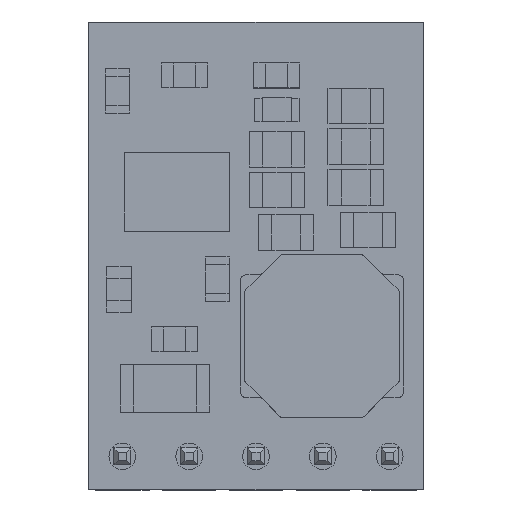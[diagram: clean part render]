
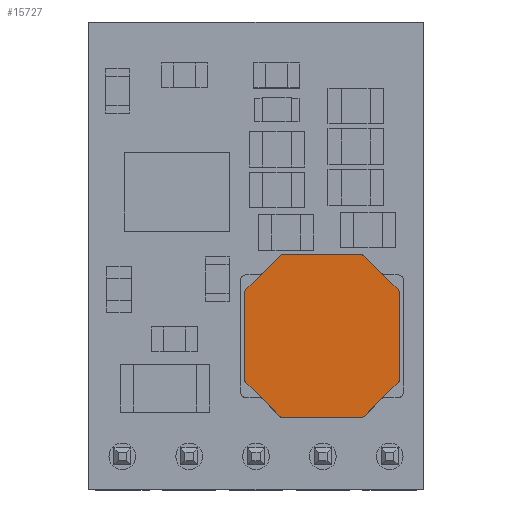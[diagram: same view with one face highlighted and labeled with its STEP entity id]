
A CAD part, top view. The second image highlights one B-rep face of the part: STEP entity #15727.
In plain terms, the highlighted planar face has unit normal (0, 0, 1).
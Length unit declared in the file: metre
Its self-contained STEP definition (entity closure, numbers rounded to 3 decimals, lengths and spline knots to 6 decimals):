
#237=CIRCLE('',#18882,0.0002);
#238=CIRCLE('',#18883,0.0002);
#239=CIRCLE('',#18884,0.0002);
#240=CIRCLE('',#18885,0.0002);
#241=CIRCLE('',#18886,0.0002);
#242=CIRCLE('',#18887,0.0002);
#243=CIRCLE('',#18888,0.0002);
#244=CIRCLE('',#18889,0.0002);
#4221=ORIENTED_EDGE('',*,*,#7032,.T.);
#4222=ORIENTED_EDGE('',*,*,#7033,.T.);
#4223=ORIENTED_EDGE('',*,*,#7034,.T.);
#4224=ORIENTED_EDGE('',*,*,#7035,.T.);
#4225=ORIENTED_EDGE('',*,*,#7036,.T.);
#4226=ORIENTED_EDGE('',*,*,#7037,.T.);
#4227=ORIENTED_EDGE('',*,*,#7038,.T.);
#4228=ORIENTED_EDGE('',*,*,#7039,.T.);
#4229=ORIENTED_EDGE('',*,*,#7040,.T.);
#4230=ORIENTED_EDGE('',*,*,#7041,.T.);
#4231=ORIENTED_EDGE('',*,*,#7042,.T.);
#4232=ORIENTED_EDGE('',*,*,#7043,.T.);
#4233=ORIENTED_EDGE('',*,*,#7044,.T.);
#4234=ORIENTED_EDGE('',*,*,#7045,.T.);
#4235=ORIENTED_EDGE('',*,*,#7046,.T.);
#4236=ORIENTED_EDGE('',*,*,#7047,.T.);
#7032=EDGE_CURVE('',#8624,#8625,#237,.T.);
#7033=EDGE_CURVE('',#8625,#8626,#10347,.T.);
#7034=EDGE_CURVE('',#8626,#8627,#238,.T.);
#7035=EDGE_CURVE('',#8627,#8628,#10348,.T.);
#7036=EDGE_CURVE('',#8628,#8629,#239,.T.);
#7037=EDGE_CURVE('',#8629,#8630,#10349,.T.);
#7038=EDGE_CURVE('',#8630,#8631,#240,.T.);
#7039=EDGE_CURVE('',#8631,#8632,#10350,.T.);
#7040=EDGE_CURVE('',#8632,#8633,#241,.T.);
#7041=EDGE_CURVE('',#8633,#8634,#10351,.T.);
#7042=EDGE_CURVE('',#8634,#8635,#242,.T.);
#7043=EDGE_CURVE('',#8635,#8636,#10352,.T.);
#7044=EDGE_CURVE('',#8636,#8637,#243,.T.);
#7045=EDGE_CURVE('',#8637,#8638,#10353,.T.);
#7046=EDGE_CURVE('',#8638,#8639,#244,.T.);
#7047=EDGE_CURVE('',#8639,#8624,#10354,.T.);
#8624=VERTEX_POINT('',#30930);
#8625=VERTEX_POINT('',#30931);
#8626=VERTEX_POINT('',#30933);
#8627=VERTEX_POINT('',#30935);
#8628=VERTEX_POINT('',#30937);
#8629=VERTEX_POINT('',#30939);
#8630=VERTEX_POINT('',#30941);
#8631=VERTEX_POINT('',#30943);
#8632=VERTEX_POINT('',#30945);
#8633=VERTEX_POINT('',#30947);
#8634=VERTEX_POINT('',#30949);
#8635=VERTEX_POINT('',#30951);
#8636=VERTEX_POINT('',#30953);
#8637=VERTEX_POINT('',#30955);
#8638=VERTEX_POINT('',#30957);
#8639=VERTEX_POINT('',#30959);
#10347=LINE('',#30932,#12170);
#10348=LINE('',#30936,#12171);
#10349=LINE('',#30940,#12172);
#10350=LINE('',#30944,#12173);
#10351=LINE('',#30948,#12174);
#10352=LINE('',#30952,#12175);
#10353=LINE('',#30956,#12176);
#10354=LINE('',#30960,#12177);
#12170=VECTOR('',#21700,1.);
#12171=VECTOR('',#21703,1.);
#12172=VECTOR('',#21706,1.);
#12173=VECTOR('',#21709,1.);
#12174=VECTOR('',#21712,1.);
#12175=VECTOR('',#21715,1.);
#12176=VECTOR('',#21718,1.);
#12177=VECTOR('',#21721,1.);
#13308=EDGE_LOOP('',(#4221,#4222,#4223,#4224,#4225,#4226,#4227,#4228,#4229,
#4230,#4231,#4232,#4233,#4234,#4235,#4236));
#14219=FACE_BOUND('',#13308,.T.);
#14937=PLANE('',#18881);
#15727=ADVANCED_FACE('',(#14219),#14937,.T.);
#18881=AXIS2_PLACEMENT_3D('',#30928,#21696,#21697);
#18882=AXIS2_PLACEMENT_3D('',#30929,#21698,#21699);
#18883=AXIS2_PLACEMENT_3D('',#30934,#21701,#21702);
#18884=AXIS2_PLACEMENT_3D('',#30938,#21704,#21705);
#18885=AXIS2_PLACEMENT_3D('',#30942,#21707,#21708);
#18886=AXIS2_PLACEMENT_3D('',#30946,#21710,#21711);
#18887=AXIS2_PLACEMENT_3D('',#30950,#21713,#21714);
#18888=AXIS2_PLACEMENT_3D('',#30954,#21716,#21717);
#18889=AXIS2_PLACEMENT_3D('',#30958,#21719,#21720);
#21696=DIRECTION('',(0.,0.,1.));
#21697=DIRECTION('',(0.,1.,0.));
#21698=DIRECTION('',(0.,0.,1.));
#21699=DIRECTION('',(0.,1.,0.));
#21700=DIRECTION('',(-0.707,0.707,0.));
#21701=DIRECTION('',(0.,0.,1.));
#21702=DIRECTION('',(1.,0.,0.));
#21703=DIRECTION('',(-1.,0.,0.));
#21704=DIRECTION('',(0.,0.,1.));
#21705=DIRECTION('',(1.,0.,0.));
#21706=DIRECTION('',(-0.707,-0.707,0.));
#21707=DIRECTION('',(0.,0.,1.));
#21708=DIRECTION('',(0.,1.,0.));
#21709=DIRECTION('',(0.,-1.,0.));
#21710=DIRECTION('',(0.,0.,1.));
#21711=DIRECTION('',(0.,1.,0.));
#21712=DIRECTION('',(0.707,-0.707,0.));
#21713=DIRECTION('',(0.,0.,1.));
#21714=DIRECTION('',(1.,0.,0.));
#21715=DIRECTION('',(1.,0.,0.));
#21716=DIRECTION('',(0.,0.,1.));
#21717=DIRECTION('',(1.,0.,0.));
#21718=DIRECTION('',(0.707,0.707,0.));
#21719=DIRECTION('',(0.,0.,1.));
#21720=DIRECTION('',(0.,-1.,0.));
#21721=DIRECTION('',(0.,1.,0.));
#30928=CARTESIAN_POINT('',(0.011608,0.007457,0.003816));
#30929=CARTESIAN_POINT('',(0.011608,0.007457,0.003816));
#30930=CARTESIAN_POINT('',(0.011808,0.007457,0.003816));
#30931=CARTESIAN_POINT('',(0.011749,0.007599,0.003816));
#30932=CARTESIAN_POINT('',(0.011749,0.007599,0.003816));
#30933=CARTESIAN_POINT('',(0.010467,0.008881,0.003816));
#30934=CARTESIAN_POINT('',(0.010325,0.00874,0.003816));
#30935=CARTESIAN_POINT('',(0.010325,0.00894,0.003816));
#30936=CARTESIAN_POINT('',(0.011608,0.00894,0.003816));
#30937=CARTESIAN_POINT('',(0.007391,0.00894,0.003816));
#30938=CARTESIAN_POINT('',(0.007391,0.00874,0.003816));
#30939=CARTESIAN_POINT('',(0.007249,0.008881,0.003816));
#30940=CARTESIAN_POINT('',(0.008717,0.010349,0.003816));
#30941=CARTESIAN_POINT('',(0.005967,0.007599,0.003816));
#30942=CARTESIAN_POINT('',(0.006108,0.007457,0.003816));
#30943=CARTESIAN_POINT('',(0.005908,0.007457,0.003816));
#30944=CARTESIAN_POINT('',(0.005908,0.004223,0.003816));
#30945=CARTESIAN_POINT('',(0.005908,0.004223,0.003816));
#30946=CARTESIAN_POINT('',(0.006108,0.004223,0.003816));
#30947=CARTESIAN_POINT('',(0.005967,0.004081,0.003816));
#30948=CARTESIAN_POINT('',(0.007099,0.002949,0.003816));
#30949=CARTESIAN_POINT('',(0.007249,0.002799,0.003816));
#30950=CARTESIAN_POINT('',(0.007391,0.00294,0.003816));
#30951=CARTESIAN_POINT('',(0.007391,0.00274,0.003816));
#30952=CARTESIAN_POINT('',(0.011608,0.00274,0.003816));
#30953=CARTESIAN_POINT('',(0.010325,0.00274,0.003816));
#30954=CARTESIAN_POINT('',(0.010325,0.00294,0.003816));
#30955=CARTESIAN_POINT('',(0.010467,0.002799,0.003816));
#30956=CARTESIAN_POINT('',(0.013367,0.005699,0.003816));
#30957=CARTESIAN_POINT('',(0.011749,0.004081,0.003816));
#30958=CARTESIAN_POINT('',(0.011608,0.004223,0.003816));
#30959=CARTESIAN_POINT('',(0.011808,0.004223,0.003816));
#30960=CARTESIAN_POINT('',(0.011808,0.004223,0.003816));
